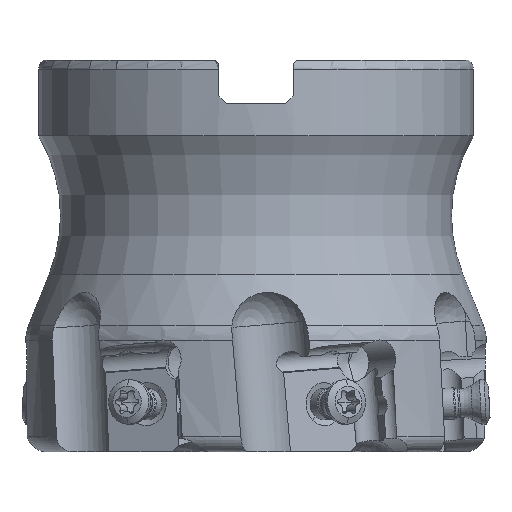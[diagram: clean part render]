
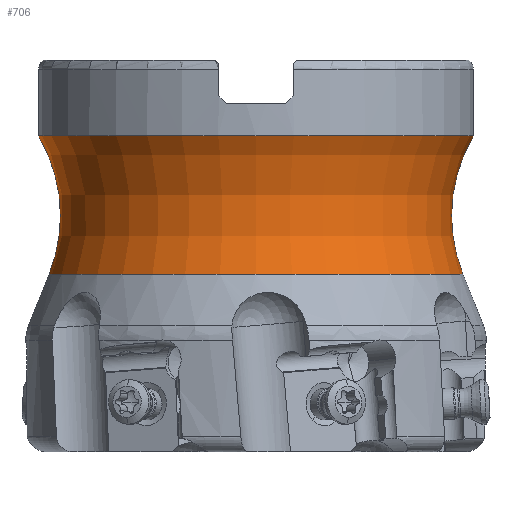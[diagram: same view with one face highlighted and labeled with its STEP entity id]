
A CAD part, front view. The second image highlights one B-rep face of the part: STEP entity #706.
In plain terms, the highlighted toroidal (fillet/blend) face has major radius 45.015 mm and minor radius 20 mm.
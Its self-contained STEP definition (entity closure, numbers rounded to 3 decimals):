
#397=TOROIDAL_SURFACE('',#10138,45.015,20.);
#706=ADVANCED_FACE('',(#1422),#397,.F.);
#1422=FACE_OUTER_BOUND('',#1936,.T.);
#1936=EDGE_LOOP('',(#5215,#5216,#5217,#5218,#5219,#5220));
#5215=ORIENTED_EDGE('',*,*,#7606,.F.);
#5216=ORIENTED_EDGE('',*,*,#8239,.T.);
#5217=ORIENTED_EDGE('',*,*,#8238,.T.);
#5218=ORIENTED_EDGE('',*,*,#7367,.F.);
#5219=ORIENTED_EDGE('',*,*,#8241,.T.);
#5220=ORIENTED_EDGE('',*,*,#8240,.T.);
#6397=VERTEX_POINT('',#13392);
#6398=VERTEX_POINT('',#13394);
#6584=VERTEX_POINT('',#15036);
#6585=VERTEX_POINT('',#15038);
#6989=VERTEX_POINT('',#19077);
#6990=VERTEX_POINT('',#19080);
#7367=EDGE_CURVE('',#6398,#6397,#8813,.T.);
#7606=EDGE_CURVE('',#6584,#6585,#8912,.T.);
#8238=EDGE_CURVE('',#6989,#6397,#9089,.T.);
#8239=EDGE_CURVE('',#6584,#6989,#9090,.T.);
#8240=EDGE_CURVE('',#6990,#6585,#9091,.T.);
#8241=EDGE_CURVE('',#6398,#6990,#9092,.T.);
#8813=CIRCLE('',#9548,27.815);
#8912=CIRCLE('',#9702,26.461);
#9089=CIRCLE('',#10133,20.);
#9090=CIRCLE('',#10134,20.);
#9091=CIRCLE('',#10135,20.);
#9092=CIRCLE('',#10136,20.);
#9548=AXIS2_PLACEMENT_3D('',#13397,#10714,#10715);
#9702=AXIS2_PLACEMENT_3D('',#15037,#11076,#11077);
#10133=AXIS2_PLACEMENT_3D('',#19076,#12165,#12166);
#10134=AXIS2_PLACEMENT_3D('',#19078,#12167,#12168);
#10135=AXIS2_PLACEMENT_3D('',#19079,#12169,#12170);
#10136=AXIS2_PLACEMENT_3D('',#19081,#12171,#12172);
#10138=AXIS2_PLACEMENT_3D('',#19083,#12175,#12176);
#10714=DIRECTION('',(0.,0.,1.));
#10715=DIRECTION('',(-1.,0.,0.));
#11076=DIRECTION('',(0.,0.,-1.));
#11077=DIRECTION('',(1.,0.,0.));
#12165=DIRECTION('',(0.,1.,0.));
#12166=DIRECTION('',(-1.,0.,0.));
#12167=DIRECTION('',(0.,1.,0.));
#12168=DIRECTION('',(-0.928,0.,-0.373));
#12169=DIRECTION('',(0.,1.,0.));
#12170=DIRECTION('',(1.,0.,0.));
#12171=DIRECTION('',(0.,1.,0.));
#12172=DIRECTION('',(0.86,0.,0.51));
#12175=DIRECTION('',(0.,0.,-1.));
#12176=DIRECTION('',(-1.,0.,0.));
#13392=CARTESIAN_POINT('',(27.815,0.,-9.7));
#13394=CARTESIAN_POINT('',(-27.815,0.,-9.7));
#13397=CARTESIAN_POINT('',(0.,0.,-9.7));
#15036=CARTESIAN_POINT('',(26.461,0.,-27.373));
#15037=CARTESIAN_POINT('',(0.,0.,-27.373));
#15038=CARTESIAN_POINT('',(-26.461,0.,-27.373));
#19076=CARTESIAN_POINT('',(45.015,0.,-19.906));
#19077=CARTESIAN_POINT('',(25.015,0.,-19.906));
#19078=CARTESIAN_POINT('',(45.015,0.,-19.906));
#19079=CARTESIAN_POINT('',(-45.015,0.,-19.906));
#19080=CARTESIAN_POINT('',(-25.015,0.,-19.906));
#19081=CARTESIAN_POINT('',(-45.015,0.,-19.906));
#19083=CARTESIAN_POINT('',(0.,0.,-19.906));
